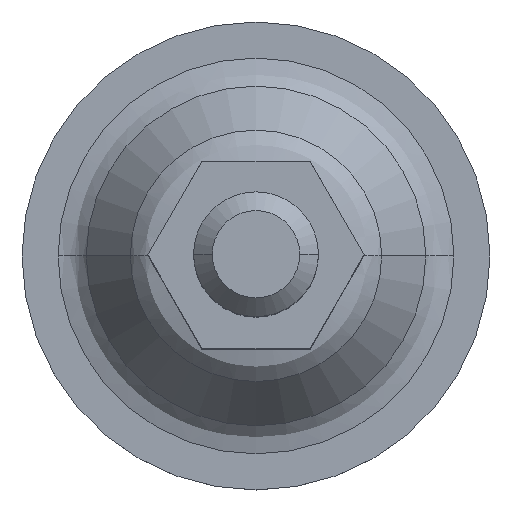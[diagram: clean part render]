
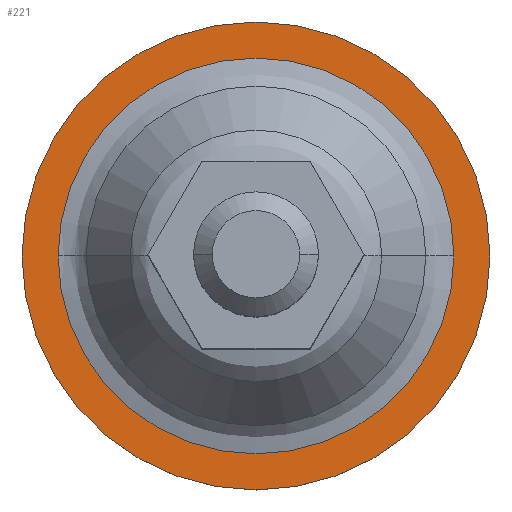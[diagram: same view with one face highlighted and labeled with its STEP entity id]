
A CAD part, top view. The second image highlights one B-rep face of the part: STEP entity #221.
In plain terms, the highlighted planar face has unit normal (0, 0, 1).
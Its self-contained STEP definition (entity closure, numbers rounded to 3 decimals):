
#221=ADVANCED_FACE('',(#970,#971),#969,.T.);
#969=PLANE('',#1626);
#970=FACE_OUTER_BOUND('',#1627,.T.);
#971=FACE_BOUND('',#1628,.T.);
#1623=CARTESIAN_POINT('',(-47.5,-74.952,-28.542));
#1624=DIRECTION('',(0.,0.,1.));
#1625=DIRECTION('',(1.,0.,0.));
#1626=AXIS2_PLACEMENT_3D('',#1623,#1624,#1625);
#1627=EDGE_LOOP('',(#2171,#2172));
#1628=EDGE_LOOP('',(#2173,#2174));
#2171=ORIENTED_EDGE('',*,*,#2419,.F.);
#2172=ORIENTED_EDGE('',*,*,#2420,.F.);
#2173=ORIENTED_EDGE('',*,*,#2421,.T.);
#2174=ORIENTED_EDGE('',*,*,#2422,.T.);
#2419=EDGE_CURVE('',#3623,#3624,#3625,.T.);
#2420=EDGE_CURVE('',#3624,#3623,#3631,.T.);
#2421=EDGE_CURVE('',#3637,#3638,#3639,.T.);
#2422=EDGE_CURVE('',#3638,#3637,#3645,.T.);
#3623=VERTEX_POINT('',#4673);
#3624=VERTEX_POINT('',#4674);
#3625=CIRCLE('',#4678,37.5);
#3631=CIRCLE('',#4682,37.5);
#3637=VERTEX_POINT('',#4683);
#3638=VERTEX_POINT('',#4684);
#3639=CIRCLE('',#4688,31.714);
#3645=CIRCLE('',#4692,31.714);
#4673=CARTESIAN_POINT('',(37.5,0.,-28.542));
#4674=CARTESIAN_POINT('',(-37.5,0.,-28.542));
#4675=CARTESIAN_POINT('',(0.,0.,-28.542));
#4676=DIRECTION('',(0.,0.,-1.));
#4677=DIRECTION('',(-1.,0.,0.));
#4678=AXIS2_PLACEMENT_3D('',#4675,#4676,#4677);
#4679=CARTESIAN_POINT('',(0.,0.,-28.542));
#4680=DIRECTION('',(0.,0.,-1.));
#4681=DIRECTION('',(-1.,0.,0.));
#4682=AXIS2_PLACEMENT_3D('',#4679,#4680,#4681);
#4683=CARTESIAN_POINT('',(-31.714,0.,-28.542));
#4684=CARTESIAN_POINT('',(31.714,0.,-28.542));
#4685=CARTESIAN_POINT('',(0.,0.,-28.542));
#4686=DIRECTION('',(0.,0.,-1.));
#4687=DIRECTION('',(-1.,0.,0.));
#4688=AXIS2_PLACEMENT_3D('',#4685,#4686,#4687);
#4689=CARTESIAN_POINT('',(0.,0.,-28.542));
#4690=DIRECTION('',(0.,0.,-1.));
#4691=DIRECTION('',(-1.,0.,0.));
#4692=AXIS2_PLACEMENT_3D('',#4689,#4690,#4691);
